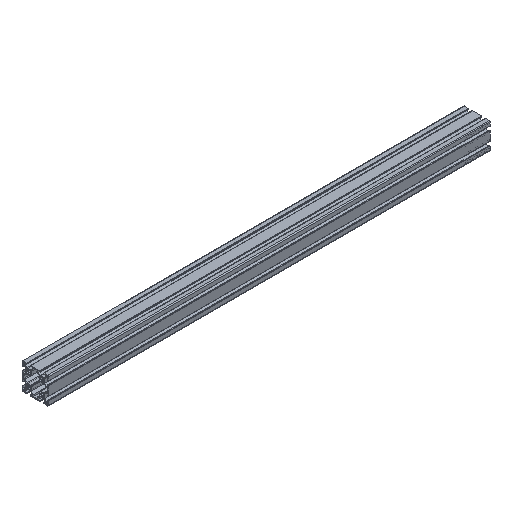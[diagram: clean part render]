
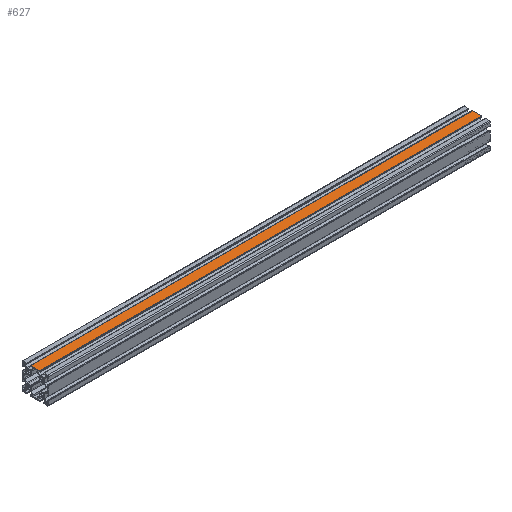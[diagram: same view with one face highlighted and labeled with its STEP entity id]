
A CAD part, isometric view. The second image highlights one B-rep face of the part: STEP entity #627.
In plain terms, the highlighted planar face has unit normal (0, 0, 1).
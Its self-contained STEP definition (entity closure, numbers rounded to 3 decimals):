
#627=ADVANCED_FACE('',(#1303),#1304,.T.);
#1303=FACE_OUTER_BOUND('',#2043,.T.);
#1304=PLANE('',#2044);
#2043=EDGE_LOOP('',(#3687,#3688,#3689,#3690));
#2044=AXIS2_PLACEMENT_3D('',#3691,#3692,#3693);
#3687=ORIENTED_EDGE('',*,*,#5329,.T.);
#3688=ORIENTED_EDGE('',*,*,#5330,.F.);
#3689=ORIENTED_EDGE('',*,*,#5331,.T.);
#3690=ORIENTED_EDGE('',*,*,#5326,.T.);
#3691=CARTESIAN_POINT('',(0.0,0.0,30.0));
#3692=DIRECTION('',(0.0,0.0,1.0));
#3693=DIRECTION('',(0.0,-1.0,0.0));
#5326=EDGE_CURVE('',#6638,#6636,#6639,.T.);
#5329=EDGE_CURVE('',#6636,#6642,#6643,.T.);
#5330=EDGE_CURVE('',#6644,#6642,#6645,.T.);
#5331=EDGE_CURVE('',#6644,#6638,#6646,.T.);
#6636=VERTEX_POINT('',#8555);
#6638=VERTEX_POINT('',#8558);
#6639=LINE('',#8559,#8560);
#6642=VERTEX_POINT('',#8564);
#6643=LINE('',#8565,#8566);
#6644=VERTEX_POINT('',#8567);
#6645=LINE('',#8568,#8569);
#6646=LINE('',#8570,#8571);
#8555=CARTESIAN_POINT('',(1000.0,-10.45,30.0));
#8558=CARTESIAN_POINT('',(0.0,-10.45,30.0));
#8559=CARTESIAN_POINT('',(0.0,-10.45,30.0));
#8560=VECTOR('',#9677,1.0);
#8564=CARTESIAN_POINT('',(1000.0,10.45,30.0));
#8565=CARTESIAN_POINT('',(1000.0,10.45,30.0));
#8566=VECTOR('',#9679,1.0);
#8567=CARTESIAN_POINT('',(0.0,10.45,30.0));
#8568=CARTESIAN_POINT('',(0.0,10.45,30.0));
#8569=VECTOR('',#9680,1.0);
#8570=CARTESIAN_POINT('',(0.0,10.45,30.0));
#8571=VECTOR('',#9681,1.0);
#9677=DIRECTION('',(1.0,0.0,0.0));
#9679=DIRECTION('',(0.0,1.0,0.0));
#9680=DIRECTION('',(1.0,0.0,0.0));
#9681=DIRECTION('',(0.0,-1.0,0.0));
